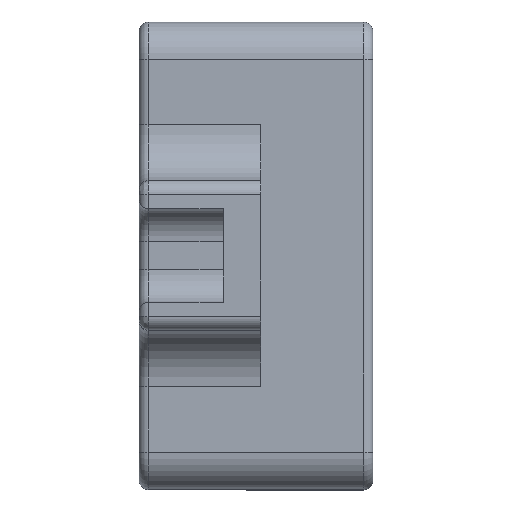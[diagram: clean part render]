
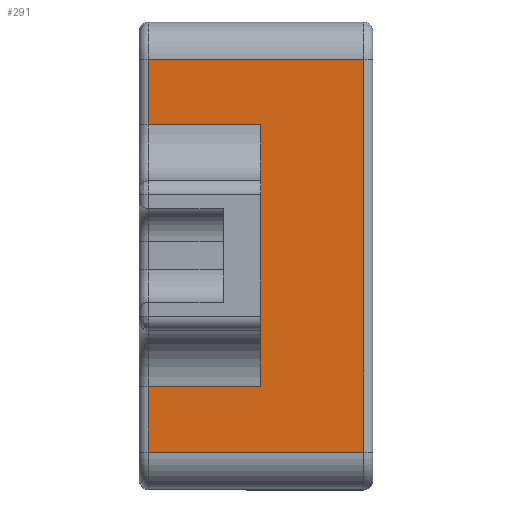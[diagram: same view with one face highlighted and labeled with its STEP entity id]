
A CAD part, top view. The second image highlights one B-rep face of the part: STEP entity #291.
In plain terms, the highlighted planar face has unit normal (0, 0, 1).
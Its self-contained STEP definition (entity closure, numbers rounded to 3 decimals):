
#291=ADVANCED_FACE('',(#438),#418,.T.);
#418=PLANE('',#2020);
#438=FACE_OUTER_BOUND('',#555,.T.);
#555=EDGE_LOOP('',(#831,#832,#833,#834,#835,#836,#837,#838));
#831=ORIENTED_EDGE('',*,*,#1605,.T.);
#832=ORIENTED_EDGE('',*,*,#1606,.T.);
#833=ORIENTED_EDGE('',*,*,#1607,.T.);
#834=ORIENTED_EDGE('',*,*,#1608,.T.);
#835=ORIENTED_EDGE('',*,*,#1609,.T.);
#836=ORIENTED_EDGE('',*,*,#1610,.F.);
#837=ORIENTED_EDGE('',*,*,#1611,.T.);
#838=ORIENTED_EDGE('',*,*,#1612,.T.);
#1425=VERTEX_POINT('',#2758);
#1426=VERTEX_POINT('',#2759);
#1427=VERTEX_POINT('',#2761);
#1428=VERTEX_POINT('',#2763);
#1429=VERTEX_POINT('',#2765);
#1430=VERTEX_POINT('',#2767);
#1431=VERTEX_POINT('',#2769);
#1432=VERTEX_POINT('',#2771);
#1605=EDGE_CURVE('',#1425,#1426,#1894,.T.);
#1606=EDGE_CURVE('',#1426,#1427,#1895,.T.);
#1607=EDGE_CURVE('',#1427,#1428,#1896,.T.);
#1608=EDGE_CURVE('',#1428,#1429,#1897,.T.);
#1609=EDGE_CURVE('',#1429,#1430,#1898,.T.);
#1610=EDGE_CURVE('',#1431,#1430,#1899,.T.);
#1611=EDGE_CURVE('',#1431,#1432,#1900,.T.);
#1612=EDGE_CURVE('',#1432,#1425,#1901,.T.);
#1894=LINE('',#2757,#1963);
#1895=LINE('',#2760,#1964);
#1896=LINE('',#2762,#1965);
#1897=LINE('',#2764,#1966);
#1898=LINE('',#2766,#1967);
#1899=LINE('',#2768,#1968);
#1900=LINE('',#2770,#1969);
#1901=LINE('',#2772,#1970);
#1963=VECTOR('',#2240,1.);
#1964=VECTOR('',#2241,1.);
#1965=VECTOR('',#2242,1.);
#1966=VECTOR('',#2243,1.);
#1967=VECTOR('',#2244,1.);
#1968=VECTOR('',#2245,1.);
#1969=VECTOR('',#2246,1.);
#1970=VECTOR('',#2247,1.);
#2020=AXIS2_PLACEMENT_3D('',#2773,#2248,#2249);
#2240=DIRECTION('',(1.,0.,0.));
#2241=DIRECTION('',(0.,1.,0.));
#2242=DIRECTION('',(-1.,0.,0.));
#2243=DIRECTION('',(0.,-1.,0.));
#2244=DIRECTION('',(1.,0.,0.));
#2245=DIRECTION('',(0.,1.,0.));
#2246=DIRECTION('',(-1.,0.,0.));
#2247=DIRECTION('',(0.,-1.,0.));
#2248=DIRECTION('',(0.,0.,1.));
#2249=DIRECTION('',(-1.,0.,0.));
#2757=CARTESIAN_POINT('',(8.5,-32.,61.5));
#2758=CARTESIAN_POINT('',(9.5,-32.,61.5));
#2759=CARTESIAN_POINT('',(32.5,-32.,61.5));
#2760=CARTESIAN_POINT('',(32.5,-36.,61.5));
#2761=CARTESIAN_POINT('',(32.5,10.,61.5));
#2762=CARTESIAN_POINT('',(8.5,10.,61.5));
#2763=CARTESIAN_POINT('',(9.5,10.,61.5));
#2764=CARTESIAN_POINT('',(9.5,3.,61.5));
#2765=CARTESIAN_POINT('',(9.5,3.,61.5));
#2766=CARTESIAN_POINT('',(21.5,3.,61.5));
#2767=CARTESIAN_POINT('',(21.5,3.,61.5));
#2768=CARTESIAN_POINT('',(21.5,-3.,61.5));
#2769=CARTESIAN_POINT('',(21.5,-25.,61.5));
#2770=CARTESIAN_POINT('',(8.5,-25.,61.5));
#2771=CARTESIAN_POINT('',(9.5,-25.,61.5));
#2772=CARTESIAN_POINT('',(9.5,-32.,61.5));
#2773=CARTESIAN_POINT('',(8.5,-36.,61.5));
